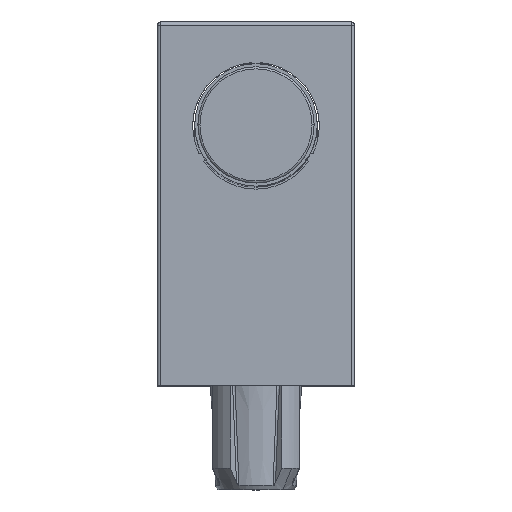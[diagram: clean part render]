
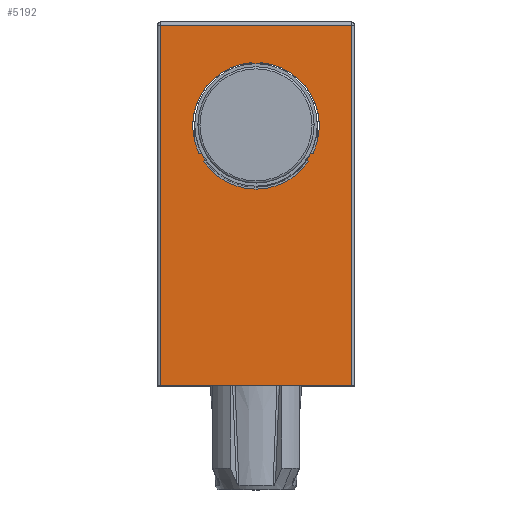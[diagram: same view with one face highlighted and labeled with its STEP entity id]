
A CAD part, top view. The second image highlights one B-rep face of the part: STEP entity #5192.
In plain terms, the highlighted planar face has unit normal (0, 0, 1).
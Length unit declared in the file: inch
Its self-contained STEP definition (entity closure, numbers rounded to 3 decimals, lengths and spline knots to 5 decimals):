
#610=CARTESIAN_POINT('',(0.095,0.3641,0.));
#611=DIRECTION('',(0.,0.,-1.));
#612=DIRECTION('',(-0.901,-0.435,0.));
#613=AXIS2_PLACEMENT_3D('',#610,#611,#612);
#672=DIRECTION('',(0.,-1.,0.));
#673=VECTOR('',#672,0.347);
#674=CARTESIAN_POINT('',(0.187,0.4611,0.));
#675=LINE('',#674,#673);
#676=DIRECTION('',(0.,1.,0.));
#677=VECTOR('',#676,0.347);
#678=CARTESIAN_POINT('',(0.003,0.1141,0.));
#679=LINE('',#678,#677);
#680=DIRECTION('',(-1.,0.,0.));
#681=VECTOR('',#680,0.184);
#682=CARTESIAN_POINT('',(0.187,0.4611,0.));
#683=LINE('',#682,#681);
#684=CARTESIAN_POINT('',(0.095,0.3641,0.));
#685=DIRECTION('',(0.,0.,-1.));
#686=DIRECTION('',(0.,1.,0.));
#687=AXIS2_PLACEMENT_3D('',#684,#685,#686);
#689=CARTESIAN_POINT('',(0.095,0.3641,0.));
#690=DIRECTION('',(0.,0.,-1.));
#691=DIRECTION('',(-0.049,0.999,0.));
#692=AXIS2_PLACEMENT_3D('',#689,#690,#691);
#694=CARTESIAN_POINT('',(0.095,0.4271,0.));
#695=DIRECTION('',(0.,0.,1.));
#696=DIRECTION('',(-0.901,-0.433,0.));
#697=AXIS2_PLACEMENT_3D('',#694,#695,#696);
#699=CARTESIAN_POINT('',(0.04044,0.3326,0.));
#700=DIRECTION('',(0.,0.,1.));
#701=DIRECTION('',(0.415,0.91,0.));
#702=AXIS2_PLACEMENT_3D('',#699,#700,#701);
#704=CARTESIAN_POINT('',(0.095,0.3641,0.));
#705=DIRECTION('',(0.,0.,-1.));
#706=DIRECTION('',(-0.84,-0.542,0.));
#707=AXIS2_PLACEMENT_3D('',#704,#705,#706);
#709=CARTESIAN_POINT('',(0.04044,0.3326,0.));
#710=DIRECTION('',(0.,0.,1.));
#711=DIRECTION('',(0.826,-0.564,0.));
#712=AXIS2_PLACEMENT_3D('',#709,#710,#711);
#714=CARTESIAN_POINT('',(0.14956,0.3326,0.));
#715=DIRECTION('',(0.,0.,1.));
#716=DIRECTION('',(-0.995,-0.096,0.));
#717=AXIS2_PLACEMENT_3D('',#714,#715,#716);
#719=CARTESIAN_POINT('',(0.095,0.3641,0.));
#720=DIRECTION('',(0.,0.,-1.));
#721=DIRECTION('',(0.89,-0.457,0.));
#722=AXIS2_PLACEMENT_3D('',#719,#720,#721);
#724=CARTESIAN_POINT('',(0.14956,0.3326,0.));
#725=DIRECTION('',(0.,0.,1.));
#726=DIRECTION('',(0.075,0.997,0.));
#727=AXIS2_PLACEMENT_3D('',#724,#725,#726);
#729=CARTESIAN_POINT('',(0.095,0.4271,0.));
#730=DIRECTION('',(0.,0.,1.));
#731=DIRECTION('',(0.58,-0.814,0.));
#732=AXIS2_PLACEMENT_3D('',#729,#730,#731);
#838=DIRECTION('',(1.,0.,0.));
#839=VECTOR('',#838,0.184);
#840=CARTESIAN_POINT('',(0.003,0.1141,0.));
#841=LINE('',#840,#839);
#1723=CARTESIAN_POINT('',(0.095,0.3641,0.));
#1724=DIRECTION('',(0.,0.,-1.));
#1725=DIRECTION('',(0.074,0.997,0.));
#1726=AXIS2_PLACEMENT_3D('',#1723,#1724,#1725);
#3221=CARTESIAN_POINT('',(0.095,0.3641,0.));
#3222=DIRECTION('',(0.,0.,-1.));
#3223=DIRECTION('',(0.827,-0.563,0.));
#3224=AXIS2_PLACEMENT_3D('',#3221,#3222,#3223);
#3769=CARTESIAN_POINT('',(0.09951,0.42493,0.));
#3771=VERTEX_POINT('',#3769);
#3773=CARTESIAN_POINT('',(0.09049,0.42493,0.));
#3775=VERTEX_POINT('',#3773);
#3776=CARTESIAN_POINT('',(0.04006,0.33759,0.));
#3777=VERTEX_POINT('',#3776);
#3778=CARTESIAN_POINT('',(0.14994,0.33759,0.));
#3779=VERTEX_POINT('',#3778);
#3780=CARTESIAN_POINT('',(0.14543,0.32978,0.));
#3781=CARTESIAN_POINT('',(0.04457,0.32978,0.));
#3782=VERTEX_POINT('',#3780);
#3783=VERTEX_POINT('',#3781);
#3812=CARTESIAN_POINT('',(0.187,0.4611,0.));
#3813=CARTESIAN_POINT('',(0.187,0.1141,0.));
#3814=VERTEX_POINT('',#3812);
#3815=VERTEX_POINT('',#3813);
#3818=CARTESIAN_POINT('',(0.003,0.4611,0.));
#3819=VERTEX_POINT('',#3818);
#3822=CARTESIAN_POINT('',(0.003,0.1141,0.));
#3823=VERTEX_POINT('',#3822);
#4681=CARTESIAN_POINT('',(0.095,0.4231,0.));
#4682=CARTESIAN_POINT('',(0.0979,0.42303,0.));
#4683=VERTEX_POINT('',#4681);
#4684=VERTEX_POINT('',#4682);
#4685=CARTESIAN_POINT('',(0.14748,0.33715,0.));
#4686=CARTESIAN_POINT('',(0.14458,0.33212,0.));
#4687=VERTEX_POINT('',#4685);
#4688=VERTEX_POINT('',#4686);
#4689=CARTESIAN_POINT('',(0.04542,0.33212,0.));
#4690=CARTESIAN_POINT('',(0.04252,0.33715,0.));
#4691=VERTEX_POINT('',#4689);
#4692=VERTEX_POINT('',#4690);
#4693=CARTESIAN_POINT('',(0.0921,0.42303,0.));
#4694=VERTEX_POINT('',#4693);
#5152=CARTESIAN_POINT('',(0.,0.4641,0.));
#5153=DIRECTION('',(0.,0.,1.));
#5154=DIRECTION('',(0.,-1.,0.));
#5155=AXIS2_PLACEMENT_3D('',#5152,#5153,#5154);
#5156=PLANE('',#5155);
#5158=ORIENTED_EDGE('',*,*,#5157,.T.);
#5160=ORIENTED_EDGE('',*,*,#5159,.F.);
#5162=ORIENTED_EDGE('',*,*,#5161,.T.);
#5164=ORIENTED_EDGE('',*,*,#5163,.F.);
#5165=EDGE_LOOP('',(#5158,#5160,#5162,#5164));
#5166=FACE_OUTER_BOUND('',#5165,.F.);
#5168=ORIENTED_EDGE('',*,*,#5167,.F.);
#5169=ORIENTED_EDGE('',*,*,#5129,.F.);
#5171=ORIENTED_EDGE('',*,*,#5170,.F.);
#5172=ORIENTED_EDGE('',*,*,#5052,.F.);
#5174=ORIENTED_EDGE('',*,*,#5173,.F.);
#5175=ORIENTED_EDGE('',*,*,#5081,.F.);
#5177=ORIENTED_EDGE('',*,*,#5176,.F.);
#5179=ORIENTED_EDGE('',*,*,#5178,.F.);
#5181=ORIENTED_EDGE('',*,*,#5180,.F.);
#5183=ORIENTED_EDGE('',*,*,#5182,.F.);
#5185=ORIENTED_EDGE('',*,*,#5184,.F.);
#5187=ORIENTED_EDGE('',*,*,#5186,.F.);
#5189=ORIENTED_EDGE('',*,*,#5188,.F.);
#5190=EDGE_LOOP('',(#5168,#5169,#5171,#5172,#5174,#5175,#5177,#5179,#5181,#5183,
#5185,#5187,#5189));
#5191=FACE_BOUND('',#5190,.F.);
#5192=ADVANCED_FACE('',(#5166,#5191),#5156,.T.);
#614=CIRCLE('',#613,0.061);
#688=CIRCLE('',#687,0.059);
#693=CIRCLE('',#692,0.059);
#698=CIRCLE('',#697,0.005);
#703=CIRCLE('',#702,0.005);
#708=CIRCLE('',#707,0.059);
#713=CIRCLE('',#712,0.005);
#718=CIRCLE('',#717,0.005);
#723=CIRCLE('',#722,0.059);
#728=CIRCLE('',#727,0.005);
#733=CIRCLE('',#732,0.005);
#1727=CIRCLE('',#1726,0.061);
#3225=CIRCLE('',#3224,0.061);
#5052=EDGE_CURVE('',#3777,#3775,#614,.T.);
#5081=EDGE_CURVE('',#4691,#4692,#708,.T.);
#5129=EDGE_CURVE('',#4694,#4683,#693,.T.);
#5157=EDGE_CURVE('',#3814,#3815,#675,.T.);
#5159=EDGE_CURVE('',#3823,#3815,#841,.T.);
#5161=EDGE_CURVE('',#3823,#3819,#679,.T.);
#5163=EDGE_CURVE('',#3814,#3819,#683,.T.);
#5167=EDGE_CURVE('',#4683,#4684,#688,.T.);
#5170=EDGE_CURVE('',#3775,#4694,#698,.T.);
#5173=EDGE_CURVE('',#4692,#3777,#703,.T.);
#5176=EDGE_CURVE('',#3783,#4691,#713,.T.);
#5178=EDGE_CURVE('',#3782,#3783,#3225,.T.);
#5180=EDGE_CURVE('',#4688,#3782,#718,.T.);
#5182=EDGE_CURVE('',#4687,#4688,#723,.T.);
#5184=EDGE_CURVE('',#3779,#4687,#728,.T.);
#5186=EDGE_CURVE('',#3771,#3779,#1727,.T.);
#5188=EDGE_CURVE('',#4684,#3771,#733,.T.);
